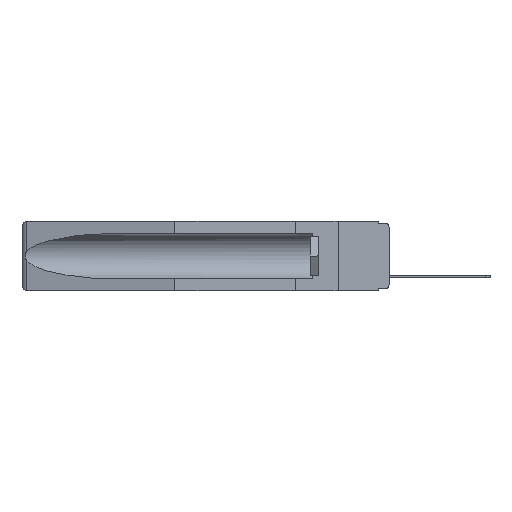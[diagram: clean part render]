
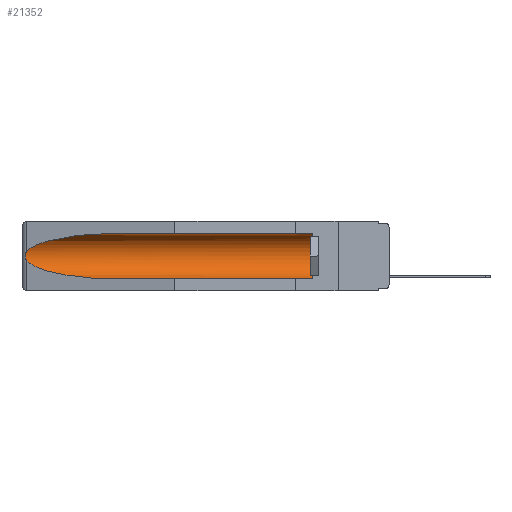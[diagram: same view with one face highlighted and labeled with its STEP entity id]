
A CAD part, left-side view. The second image highlights one B-rep face of the part: STEP entity #21352.
In plain terms, the highlighted cylindrical face has radius 2.857 mm (diameter 5.715 mm), a partial arc.
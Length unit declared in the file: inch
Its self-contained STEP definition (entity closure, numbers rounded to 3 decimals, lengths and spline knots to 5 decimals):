
#121 = CARTESIAN_POINT ( 'NONE',  ( 0.26537, 1.52718, -0.19328 ) ) ;
#163 = EDGE_CURVE ( 'NONE', #8556, #4928, #15216, .T. ) ;
#457 = ORIENTED_EDGE ( 'NONE', *, *, #9141, .T. ) ;
#1818 = VECTOR ( 'NONE', #15521, 39.37008 ) ;
#2202 = CARTESIAN_POINT ( 'NONE',  ( 0.21114, 1.30732, -0.284 ) ) ;
#2617 = DIRECTION ( 'NONE',  ( 0., -1., 0. ) ) ;
#2856 = EDGE_LOOP ( 'NONE', ( #15343, #457, #17807, #11022, #17289, #18727 ) ) ;
#2898 = AXIS2_PLACEMENT_3D ( 'NONE', #18863, #12383, #10791 ) ;
#3125 = CARTESIAN_POINT ( 'NONE',  ( 0.26655, 1.53094, -0.18657 ) ) ;
#3196 = CARTESIAN_POINT ( 'NONE',  ( 0.2675, 1.53308, -0.16763 ) ) ;
#4928 = VERTEX_POINT ( 'NONE', #20344 ) ;
#5087 = CARTESIAN_POINT ( 'NONE',  ( 0.155, 1.07973, -0.059 ) ) ;
#5389 = CIRCLE ( 'NONE', #14832, 0.1125 ) ;
#6708 = VERTEX_POINT ( 'NONE', #17578 ) ;
#6771 = CARTESIAN_POINT ( 'NONE',  ( 0.2673, 1.53269, -0.17917 ) ) ;
#8407 = CARTESIAN_POINT ( 'NONE',  ( 0.26537, 1.52718, -0.14972 ) ) ;
#8456 = DIRECTION ( 'NONE',  ( 0., 1., 0. ) ) ;
#8556 = VERTEX_POINT ( 'NONE', #18532 ) ;
#8789 = CARTESIAN_POINT ( 'NONE',  ( 0.25451, 1.48313, -0.24835 ) ) ;
#8835 = EDGE_CURVE ( 'NONE', #11646, #6708, #10672, .T. ) ;
#9141 = EDGE_CURVE ( 'NONE', #9912, #8556, #18838, .T. ) ;
#9787 = CARTESIAN_POINT ( 'NONE',  ( 0.26537, 1.52718, -0.14972 ) ) ;
#9912 = VERTEX_POINT ( 'NONE', #14806 ) ;
#10012 = CARTESIAN_POINT ( 'NONE',  ( 0.21114, 1.30732, -0.059 ) ) ;
#10672 = LINE ( 'NONE', #20365, #1818 ) ;
#10791 = DIRECTION ( 'NONE',  ( 0., 0., 1. ) ) ;
#10959 = CARTESIAN_POINT ( 'NONE',  ( 0.155, 1.07973, -0.284 ) ) ;
#11014 = CARTESIAN_POINT ( 'NONE',  ( 0.155, 0.126, -0.1715 ) ) ;
#11022 = ORIENTED_EDGE ( 'NONE', *, *, #17311, .F. ) ;
#11357 = CYLINDRICAL_SURFACE ( 'NONE', #2898, 0.1125 ) ;
#11604 = CARTESIAN_POINT ( 'NONE',  ( 0.26597, 1.5296, -0.19026 ) ) ;
#11646 = VERTEX_POINT ( 'NONE', #15622 ) ;
#11888 = CARTESIAN_POINT ( 'NONE',  ( 0.155, -0.30754, -0.284 ) ) ;
#12051 =( BOUNDED_CURVE ( )  B_SPLINE_CURVE ( 3, ( #5087, #10012, #20136, #8407 ),
 .UNSPECIFIED., .F., .T. ) 
 B_SPLINE_CURVE_WITH_KNOTS ( ( 4, 4 ),
 ( 4.71239, 6.08839 ),
 .UNSPECIFIED. ) 
 CURVE ( )  GEOMETRIC_REPRESENTATION_ITEM ( )  RATIONAL_B_SPLINE_CURVE ( ( 1., 0.848, 0.848, 1. ) ) 
 REPRESENTATION_ITEM ( '' )  );
#12383 = DIRECTION ( 'NONE',  ( 0., 1., 0. ) ) ;
#12542 = DIRECTION ( 'NONE',  ( 0., 0., 1. ) ) ;
#12631 = FACE_OUTER_BOUND ( 'NONE', #2856, .T. ) ;
#13104 = CARTESIAN_POINT ( 'NONE',  ( 0.26597, 1.52961, -0.15275 ) ) ;
#14112 = EDGE_CURVE ( 'NONE', #6708, #9912, #12051, .T. ) ;
#14588 = CARTESIAN_POINT ( 'NONE',  ( 0.155, 0.126, -0.284 ) ) ;
#14778 = CARTESIAN_POINT ( 'NONE',  ( 0.2675, 1.53308, -0.17534 ) ) ;
#14806 = CARTESIAN_POINT ( 'NONE',  ( 0.26537, 1.52718, -0.14972 ) ) ;
#14832 = AXIS2_PLACEMENT_3D ( 'NONE', #11014, #2617, #12542 ) ;
#15216 =( BOUNDED_CURVE ( )  B_SPLINE_CURVE ( 3, ( #20722, #8789, #2202, #10959 ),
 .UNSPECIFIED., .F., .F. ) 
 B_SPLINE_CURVE_WITH_KNOTS ( ( 4, 4 ),
 ( 0.1948, 1.5708 ),
 .UNSPECIFIED. ) 
 CURVE ( )  GEOMETRIC_REPRESENTATION_ITEM ( )  RATIONAL_B_SPLINE_CURVE ( ( 1., 0.848, 0.848, 1. ) ) 
 REPRESENTATION_ITEM ( '' )  );
#15343 = ORIENTED_EDGE ( 'NONE', *, *, #14112, .T. ) ;
#15521 = DIRECTION ( 'NONE',  ( 0., 1., 0. ) ) ;
#15622 = CARTESIAN_POINT ( 'NONE',  ( 0.155, 0.126, -0.059 ) ) ;
#15893 = VECTOR ( 'NONE', #8456, 39.37008 ) ;
#16540 = VERTEX_POINT ( 'NONE', #14588 ) ;
#17289 = ORIENTED_EDGE ( 'NONE', *, *, #20774, .T. ) ;
#17311 = EDGE_CURVE ( 'NONE', #16540, #4928, #18527, .T. ) ;
#17578 = CARTESIAN_POINT ( 'NONE',  ( 0.155, 1.07973, -0.059 ) ) ;
#17807 = ORIENTED_EDGE ( 'NONE', *, *, #163, .T. ) ;
#18527 = LINE ( 'NONE', #11888, #15893 ) ;
#18532 = CARTESIAN_POINT ( 'NONE',  ( 0.26537, 1.52718, -0.19328 ) ) ;
#18727 = ORIENTED_EDGE ( 'NONE', *, *, #8835, .T. ) ;
#18838 = B_SPLINE_CURVE_WITH_KNOTS ( 'NONE', 3,
 ( #9787, #13104, #21420, #19826, #3196, #14778, #6771, #3125, #11604, #121 ),
 .UNSPECIFIED., .F., .F.,
 ( 4, 2, 2, 2, 4 ),
 ( 0., 0.00029, 0.00058, 0.00087, 0.00117 ),
 .UNSPECIFIED. ) ;
#18863 = CARTESIAN_POINT ( 'NONE',  ( 0.155, -0.30754, -0.1715 ) ) ;
#19826 = CARTESIAN_POINT ( 'NONE',  ( 0.2673, 1.5327, -0.16383 ) ) ;
#20136 = CARTESIAN_POINT ( 'NONE',  ( 0.25451, 1.48313, -0.09465 ) ) ;
#20344 = CARTESIAN_POINT ( 'NONE',  ( 0.155, 1.07973, -0.284 ) ) ;
#20365 = CARTESIAN_POINT ( 'NONE',  ( 0.155, -0.30754, -0.059 ) ) ;
#20722 = CARTESIAN_POINT ( 'NONE',  ( 0.26537, 1.52718, -0.19328 ) ) ;
#20774 = EDGE_CURVE ( 'NONE', #16540, #11646, #5389, .T. ) ;
#21352 = ADVANCED_FACE ( 'NONE', ( #12631 ), #11357, .F. ) ;
#21420 = CARTESIAN_POINT ( 'NONE',  ( 0.26654, 1.53092, -0.15636 ) ) ;
